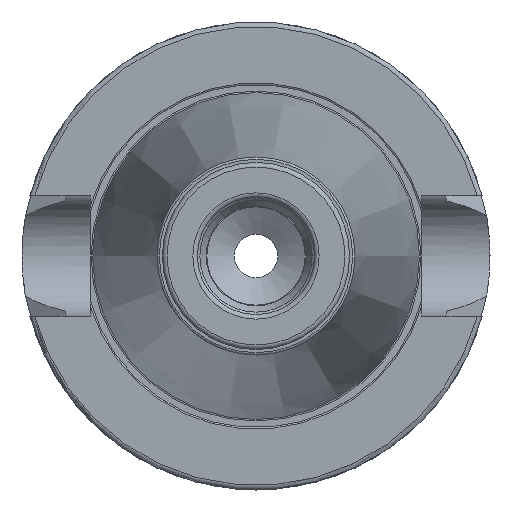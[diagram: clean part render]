
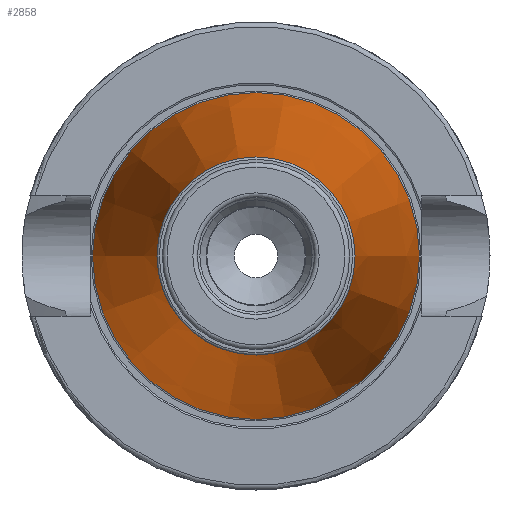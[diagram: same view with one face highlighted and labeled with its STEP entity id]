
A CAD part, left-side view. The second image highlights one B-rep face of the part: STEP entity #2858.
In plain terms, the highlighted conical face has half-angle 8.297 degrees and reference radius 28.044 mm.
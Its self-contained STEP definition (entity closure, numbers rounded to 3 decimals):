
#2824=CARTESIAN_POINT('',(-94.372,21.162,0.0));
#2825=VERTEX_POINT('',#2824);
#2826=CARTESIAN_POINT('',(-94.372,0.0,0.0));
#2827=DIRECTION('',(1.0,0.0,0.0));
#2828=DIRECTION('',(0.0,1.0,0.0));
#2829=AXIS2_PLACEMENT_3D('',#2826,#2827,#2828);
#2830=CIRCLE('',#2829,21.162);
#2831=EDGE_CURVE('',#2825,#2825,#2830,.T.);
#2839=CARTESIAN_POINT('',(-47.186,0.0,0.0));
#2840=DIRECTION('',(1.0,0.0,0.0));
#2841=DIRECTION('',(0.0,1.0,0.0));
#2842=AXIS2_PLACEMENT_3D('',#2839,#2840,#2841);
#2843=CONICAL_SURFACE('',#2842,28.044,8.297);
#2844=CARTESIAN_POINT('',(0.0,34.925,0.0));
#2845=VERTEX_POINT('',#2844);
#2846=CARTESIAN_POINT('',(0.0,0.0,0.0));
#2847=DIRECTION('',(1.0,0.0,0.0));
#2848=DIRECTION('',(0.0,1.0,0.0));
#2849=AXIS2_PLACEMENT_3D('',#2846,#2847,#2848);
#2850=CIRCLE('',#2849,34.925);
#2851=EDGE_CURVE('',#2845,#2845,#2850,.T.);
#2852=ORIENTED_EDGE('',*,*,#2851,.F.);
#2853=EDGE_LOOP('',(#2852));
#2854=FACE_OUTER_BOUND('',#2853,.T.);
#2855=ORIENTED_EDGE('',*,*,#2831,.T.);
#2856=EDGE_LOOP('',(#2855));
#2857=FACE_BOUND('',#2856,.T.);
#2858=ADVANCED_FACE('',(#2854,#2857),#2843,.T.);
